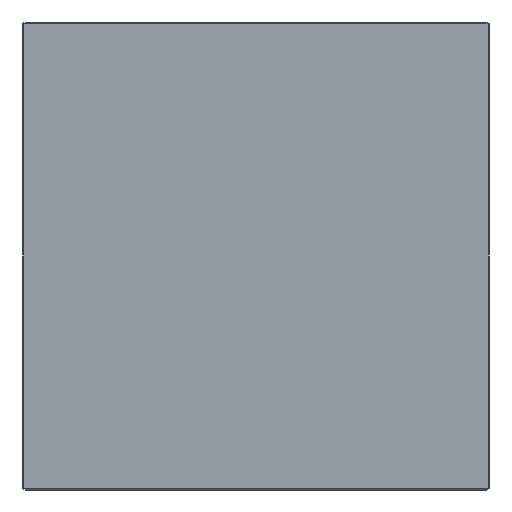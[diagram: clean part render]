
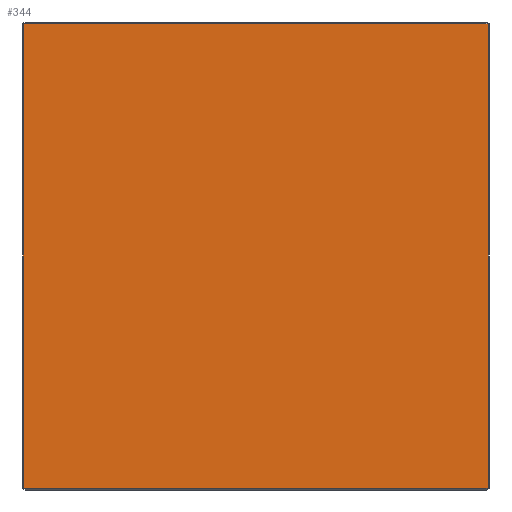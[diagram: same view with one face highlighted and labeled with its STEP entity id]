
A CAD part, front view. The second image highlights one B-rep face of the part: STEP entity #344.
In plain terms, the highlighted planar face has unit normal (0, -1, 0).
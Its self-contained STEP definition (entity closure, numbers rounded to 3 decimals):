
#5 = CARTESIAN_POINT ( 'NONE',  ( -12.5, -21.651, 24.9 ) ) ;
#17 = EDGE_CURVE ( 'NONE', #20, #60, #464, .T. ) ;
#20 = VERTEX_POINT ( 'NONE', #52 ) ;
#37 = FACE_OUTER_BOUND ( 'NONE', #229, .T. ) ;
#52 = CARTESIAN_POINT ( 'NONE',  ( -12.427, -21.651, 24.9 ) ) ;
#60 = VERTEX_POINT ( 'NONE', #132 ) ;
#63 = DIRECTION ( 'NONE',  ( 1., 0., 0. ) ) ;
#99 = AXIS2_PLACEMENT_3D ( 'NONE', #353, #423, #497 ) ;
#119 = VERTEX_POINT ( 'NONE', #411 ) ;
#132 = CARTESIAN_POINT ( 'NONE',  ( -12.427, -21.651, 0.1 ) ) ;
#136 = DIRECTION ( 'NONE',  ( 0., 0., 1. ) ) ;
#159 = VECTOR ( 'NONE', #136, 1000. ) ;
#186 = EDGE_CURVE ( 'NONE', #384, #20, #360, .T. ) ;
#191 = ORIENTED_EDGE ( 'NONE', *, *, #388, .T. ) ;
#193 = PLANE ( 'NONE',  #99 ) ;
#205 = CARTESIAN_POINT ( 'NONE',  ( 12.4, -21.651, 25. ) ) ;
#214 = CARTESIAN_POINT ( 'NONE',  ( -12.5, -21.651, 0.1 ) ) ;
#229 = EDGE_LOOP ( 'NONE', ( #191, #401, #313, #314 ) ) ;
#245 = CARTESIAN_POINT ( 'NONE',  ( 12.4, -21.651, 24.9 ) ) ;
#260 = LINE ( 'NONE', #214, #270 ) ;
#270 = VECTOR ( 'NONE', #63, 1000. ) ;
#280 = DIRECTION ( 'NONE',  ( -1., 0., 0. ) ) ;
#288 = LINE ( 'NONE', #205, #159 ) ;
#294 = DIRECTION ( 'NONE',  ( 0., 0., -1. ) ) ;
#313 = ORIENTED_EDGE ( 'NONE', *, *, #17, .T. ) ;
#314 = ORIENTED_EDGE ( 'NONE', *, *, #325, .T. ) ;
#325 = EDGE_CURVE ( 'NONE', #60, #119, #260, .T. ) ;
#344 = ADVANCED_FACE ( 'NONE', ( #37 ), #193, .F. ) ;
#353 = CARTESIAN_POINT ( 'NONE',  ( -12.5, -21.651, 25. ) ) ;
#359 = CARTESIAN_POINT ( 'NONE',  ( -12.427, -21.651, 25. ) ) ;
#360 = LINE ( 'NONE', #5, #467 ) ;
#361 = VECTOR ( 'NONE', #294, 1000. ) ;
#384 = VERTEX_POINT ( 'NONE', #245 ) ;
#388 = EDGE_CURVE ( 'NONE', #119, #384, #288, .T. ) ;
#401 = ORIENTED_EDGE ( 'NONE', *, *, #186, .T. ) ;
#411 = CARTESIAN_POINT ( 'NONE',  ( 12.4, -21.651, 0.1 ) ) ;
#423 = DIRECTION ( 'NONE',  ( 0., 1., 0. ) ) ;
#464 = LINE ( 'NONE', #359, #361 ) ;
#467 = VECTOR ( 'NONE', #280, 1000. ) ;
#497 = DIRECTION ( 'NONE',  ( 0., 0., 1. ) ) ;
